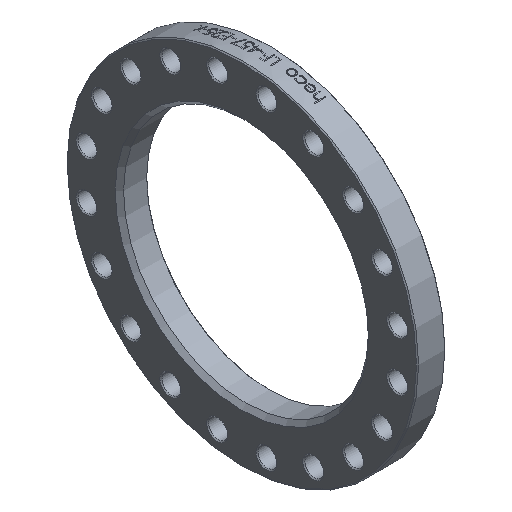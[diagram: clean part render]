
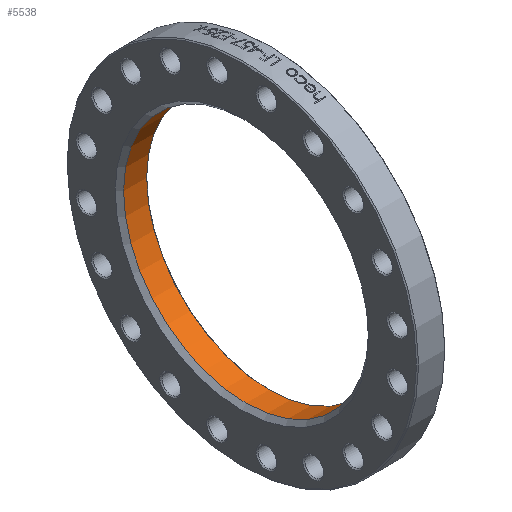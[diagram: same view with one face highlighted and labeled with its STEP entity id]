
A CAD part, isometric view. The second image highlights one B-rep face of the part: STEP entity #5538.
In plain terms, the highlighted cylindrical face has radius 233.5 mm (diameter 467 mm), a full revolution.
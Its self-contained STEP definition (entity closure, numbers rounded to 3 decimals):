
#32 = EDGE_LOOP ( 'NONE', ( #1619 ) ) ;
#374 = CARTESIAN_POINT ( 'NONE',  ( 52., 0., 0. ) ) ;
#564 = EDGE_CURVE ( 'NONE', #5984, #5984, #5995, .T. ) ;
#929 = FACE_OUTER_BOUND ( 'NONE', #1280, .T. ) ;
#1042 = DIRECTION ( 'NONE',  ( 0., 0., 1. ) ) ;
#1134 = EDGE_CURVE ( 'NONE', #2283, #2283, #6546, .T. ) ;
#1230 = CARTESIAN_POINT ( 'NONE',  ( 52., 0., 233.5 ) ) ;
#1280 = EDGE_LOOP ( 'NONE', ( #2805 ) ) ;
#1619 = ORIENTED_EDGE ( 'NONE', *, *, #1134, .T. ) ;
#1693 = DIRECTION ( 'NONE',  ( 0., 0., -1. ) ) ;
#1774 = AXIS2_PLACEMENT_3D ( 'NONE', #374, #4132, #1042 ) ;
#1923 = CARTESIAN_POINT ( 'NONE',  ( 0., 0., 0. ) ) ;
#2283 = VERTEX_POINT ( 'NONE', #1230 ) ;
#2563 = DIRECTION ( 'NONE',  ( 0., 0., 1. ) ) ;
#2805 = ORIENTED_EDGE ( 'NONE', *, *, #564, .T. ) ;
#3052 = AXIS2_PLACEMENT_3D ( 'NONE', #3307, #3274, #1693 ) ;
#3063 = FACE_OUTER_BOUND ( 'NONE', #32, .T. ) ;
#3274 = DIRECTION ( 'NONE',  ( -1., 0., 0. ) ) ;
#3307 = CARTESIAN_POINT ( 'NONE',  ( 8., 0., 0. ) ) ;
#3477 = DIRECTION ( 'NONE',  ( -1., 0., 0. ) ) ;
#3809 = CARTESIAN_POINT ( 'NONE',  ( 8., 0., -233.5 ) ) ;
#4132 = DIRECTION ( 'NONE',  ( 1., 0., 0. ) ) ;
#5144 = CYLINDRICAL_SURFACE ( 'NONE', #6286, 233.5 ) ;
#5538 = ADVANCED_FACE ( 'NONE', ( #929, #3063 ), #5144, .F. ) ;
#5984 = VERTEX_POINT ( 'NONE', #3809 ) ;
#5995 = CIRCLE ( 'NONE', #3052, 233.5 ) ;
#6286 = AXIS2_PLACEMENT_3D ( 'NONE', #1923, #3477, #2563 ) ;
#6546 = CIRCLE ( 'NONE', #1774, 233.5 ) ;
